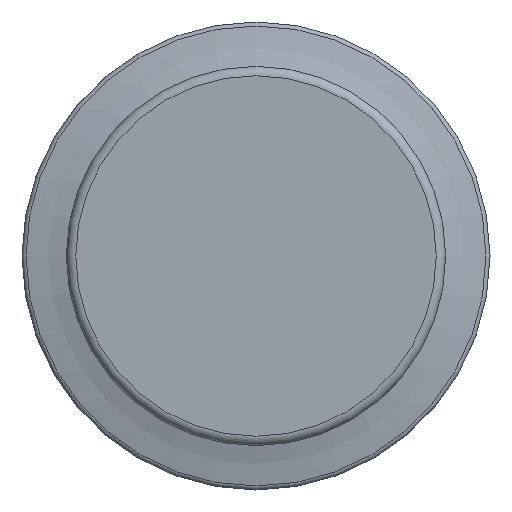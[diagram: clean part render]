
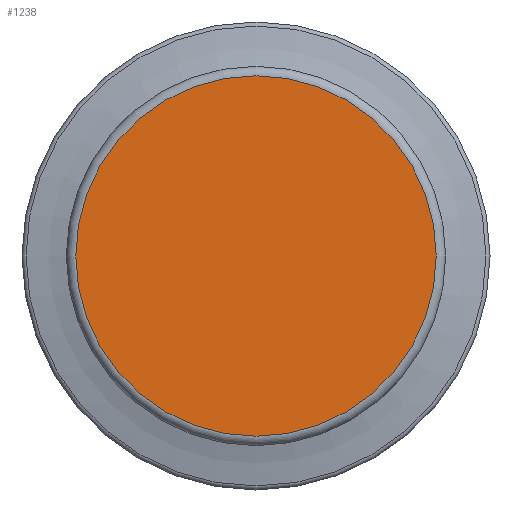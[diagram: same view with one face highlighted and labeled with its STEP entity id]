
A CAD part, left-side view. The second image highlights one B-rep face of the part: STEP entity #1238.
In plain terms, the highlighted planar face has unit normal (-1, 0, 0).
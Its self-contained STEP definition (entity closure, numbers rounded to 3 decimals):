
#85=PLANE('',#1305);
#100=CIRCLE('',#1306,19.063);
#150=ORIENTED_EDGE('',*,*,#376,.T.);
#376=EDGE_CURVE('',#489,#489,#100,.T.);
#489=VERTEX_POINT('',#1670);
#611=EDGE_LOOP('',(#150));
#699=FACE_BOUND('',#611,.T.);
#1238=ADVANCED_FACE('',(#699),#85,.T.);
#1305=AXIS2_PLACEMENT_3D('',#1668,#1418,#1419);
#1306=AXIS2_PLACEMENT_3D('',#1669,#1420,#1421);
#1418=DIRECTION('',(-1.,0.,0.));
#1419=DIRECTION('',(0.,-1.,0.));
#1420=DIRECTION('',(-1.,0.,0.));
#1421=DIRECTION('',(0.,-1.,0.));
#1668=CARTESIAN_POINT('',(-121.,0.,0.));
#1669=CARTESIAN_POINT('',(-121.,0.,0.));
#1670=CARTESIAN_POINT('',(-121.,-19.063,0.));
